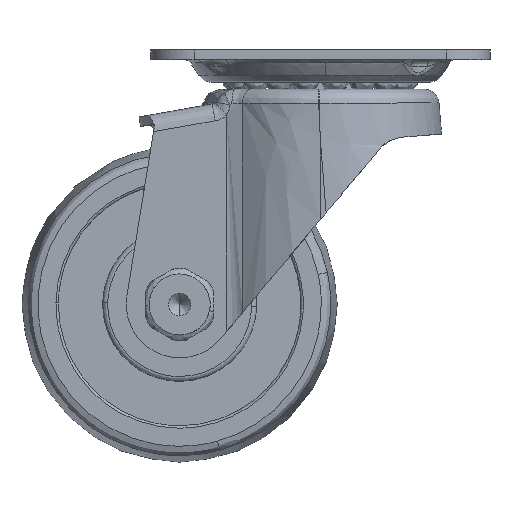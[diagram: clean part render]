
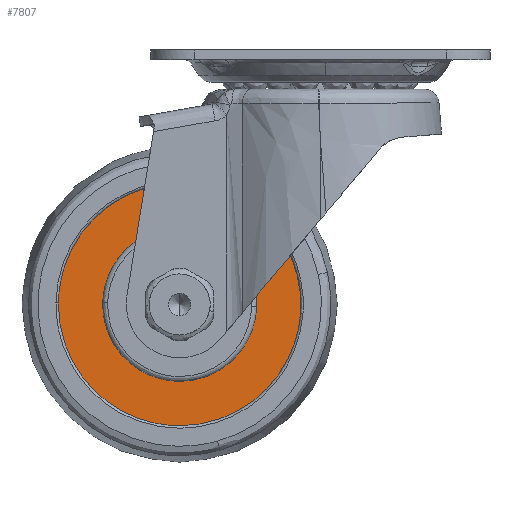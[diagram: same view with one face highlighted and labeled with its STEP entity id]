
A CAD part, front view. The second image highlights one B-rep face of the part: STEP entity #7807.
In plain terms, the highlighted free-form (B-spline) face has degree [1, 1] with [2, 2] control points.
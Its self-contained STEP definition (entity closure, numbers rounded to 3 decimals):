
#5860=CARTESIAN_POINT('',(-39.371,-12.5,-64.486));
#5861=VERTEX_POINT('',#5860);
#5862=CARTESIAN_POINT('',(-29.0,-12.5,-68.35));
#5863=VERTEX_POINT('',#5862);
#5864=CARTESIAN_POINT('',(-39.371,-12.5,-64.486));
#5865=CARTESIAN_POINT('',(-34.906,-12.5,-68.35));
#5866=CARTESIAN_POINT('',(-29.0,-12.5,-68.35));
#5874=(BOUNDED_CURVE()B_SPLINE_CURVE(2,(#5864,#5865,#5866),.UNSPECIFIED.,.F.,.U.)B_SPLINE_CURVE_WITH_KNOTS((3,3),(0.886,1.0),.UNSPECIFIED.)CURVE()GEOMETRIC_REPRESENTATION_ITEM()RATIONAL_B_SPLINE_CURVE((0.855,0.866,1.0))REPRESENTATION_ITEM(''));
#5875=EDGE_CURVE('',#5861,#5863,#5874,.T.);
#5877=CARTESIAN_POINT('',(-29.0,-12.5,-36.65));
#5878=VERTEX_POINT('',#5877);
#5879=CARTESIAN_POINT('',(-29.0,-12.5,-68.35));
#5880=CARTESIAN_POINT('',(-13.15,-12.5,-68.35));
#5881=CARTESIAN_POINT('',(-13.15,-12.5,-52.5));
#5882=CARTESIAN_POINT('',(-13.15,-12.5,-36.65));
#5883=CARTESIAN_POINT('',(-29.0,-12.5,-36.65));
#5891=(BOUNDED_CURVE()B_SPLINE_CURVE(2,(#5879,#5880,#5881,#5882,#5883),.UNSPECIFIED.,.F.,.U.)B_SPLINE_CURVE_WITH_KNOTS((3,2,3),(0.0,0.25,0.5),.UNSPECIFIED.)CURVE()GEOMETRIC_REPRESENTATION_ITEM()RATIONAL_B_SPLINE_CURVE((1.0,0.707,1.0,0.707,1.0))REPRESENTATION_ITEM(''));
#5892=EDGE_CURVE('',#5863,#5878,#5891,.T.);
#5894=CARTESIAN_POINT('',(-39.708,-12.5,-40.814));
#5895=VERTEX_POINT('',#5894);
#5896=CARTESIAN_POINT('',(-29.0,-12.5,-36.65));
#5897=CARTESIAN_POINT('',(-35.164,-12.5,-36.65));
#5898=CARTESIAN_POINT('',(-39.708,-12.5,-40.814));
#5906=(BOUNDED_CURVE()B_SPLINE_CURVE(2,(#5896,#5897,#5898),.UNSPECIFIED.,.F.,.U.)B_SPLINE_CURVE_WITH_KNOTS((3,3),(0.5,0.618),.UNSPECIFIED.)CURVE()GEOMETRIC_REPRESENTATION_ITEM()RATIONAL_B_SPLINE_CURVE((1.0,0.861,0.854))REPRESENTATION_ITEM(''));
#5907=EDGE_CURVE('',#5878,#5895,#5906,.T.);
#6004=CARTESIAN_POINT('',(-39.708,-12.5,-40.814));
#6005=CARTESIAN_POINT('',(-44.85,-12.5,-45.526));
#6006=CARTESIAN_POINT('',(-44.85,-12.5,-52.5));
#6007=CARTESIAN_POINT('',(-44.85,-12.5,-59.745));
#6008=CARTESIAN_POINT('',(-39.371,-12.5,-64.486));
#6016=(BOUNDED_CURVE()B_SPLINE_CURVE(2,(#6004,#6005,#6006,#6007,#6008),.UNSPECIFIED.,.F.,.U.)B_SPLINE_CURVE_WITH_KNOTS((3,2,3),(0.618,0.75,0.886),.UNSPECIFIED.)CURVE()GEOMETRIC_REPRESENTATION_ITEM()RATIONAL_B_SPLINE_CURVE((0.854,0.846,1.0,0.841,0.855))REPRESENTATION_ITEM(''));
#6017=EDGE_CURVE('',#5895,#5861,#6016,.T.);
#6496=CARTESIAN_POINT('',(-4.061,-12.5,-54.243));
#6497=VERTEX_POINT('',#6496);
#6511=CARTESIAN_POINT('',(-29.0,-12.5,-77.5));
#6512=VERTEX_POINT('',#6511);
#6513=CARTESIAN_POINT('',(-29.0,-12.5,-77.5));
#6514=CARTESIAN_POINT('',(-5.687,-12.5,-77.5));
#6515=CARTESIAN_POINT('',(-4.061,-12.5,-54.243));
#6523=(BOUNDED_CURVE()B_SPLINE_CURVE(2,(#6513,#6514,#6515),.UNSPECIFIED.,.F.,.U.)B_SPLINE_CURVE_WITH_KNOTS((3,3),(0.0,0.238),.UNSPECIFIED.)CURVE()GEOMETRIC_REPRESENTATION_ITEM()RATIONAL_B_SPLINE_CURVE((1.0,0.721,0.973))REPRESENTATION_ITEM(''));
#6524=EDGE_CURVE('',#6512,#6497,#6523,.T.);
#6526=CARTESIAN_POINT('',(-53.998,-12.5,-52.186));
#6527=VERTEX_POINT('',#6526);
#6528=CARTESIAN_POINT('',(-53.998,-12.5,-52.186));
#6529=CARTESIAN_POINT('',(-54.,-12.5,-52.343));
#6530=CARTESIAN_POINT('',(-54.,-12.5,-52.5));
#6531=CARTESIAN_POINT('',(-54.,-12.5,-77.5));
#6532=CARTESIAN_POINT('',(-29.0,-12.5,-77.5));
#6540=(BOUNDED_CURVE()B_SPLINE_CURVE(2,(#6528,#6529,#6530,#6531,#6532),.UNSPECIFIED.,.F.,.U.)B_SPLINE_CURVE_WITH_KNOTS((3,2,3),(0.748,0.75,1.0),.UNSPECIFIED.)CURVE()GEOMETRIC_REPRESENTATION_ITEM()RATIONAL_B_SPLINE_CURVE((0.995,0.997,1.0,0.707,1.0))REPRESENTATION_ITEM(''));
#6541=EDGE_CURVE('',#6527,#6512,#6540,.T.);
#6636=CARTESIAN_POINT('',(-29.0,-12.5,-27.5));
#6637=VERTEX_POINT('',#6636);
#6638=CARTESIAN_POINT('',(-29.0,-12.5,-27.5));
#6639=CARTESIAN_POINT('',(-53.688,-12.5,-27.5));
#6640=CARTESIAN_POINT('',(-53.998,-12.5,-52.186));
#6648=(BOUNDED_CURVE()B_SPLINE_CURVE(2,(#6638,#6639,#6640),.UNSPECIFIED.,.F.,.U.)B_SPLINE_CURVE_WITH_KNOTS((3,3),(0.5,0.748),.UNSPECIFIED.)CURVE()GEOMETRIC_REPRESENTATION_ITEM()RATIONAL_B_SPLINE_CURVE((1.0,0.71,0.995))REPRESENTATION_ITEM(''));
#6649=EDGE_CURVE('',#6637,#6527,#6648,.T.);
#6651=CARTESIAN_POINT('',(-4.061,-12.5,-54.243));
#6652=CARTESIAN_POINT('',(-4.0,-12.5,-53.373));
#6653=CARTESIAN_POINT('',(-4.0,-12.5,-52.5));
#6654=CARTESIAN_POINT('',(-4.0,-12.5,-27.5));
#6655=CARTESIAN_POINT('',(-29.0,-12.5,-27.5));
#6663=(BOUNDED_CURVE()B_SPLINE_CURVE(2,(#6651,#6652,#6653,#6654,#6655),.UNSPECIFIED.,.F.,.U.)B_SPLINE_CURVE_WITH_KNOTS((3,2,3),(0.238,0.25,0.5),.UNSPECIFIED.)CURVE()GEOMETRIC_REPRESENTATION_ITEM()RATIONAL_B_SPLINE_CURVE((0.973,0.986,1.0,0.707,1.0))REPRESENTATION_ITEM(''));
#6664=EDGE_CURVE('',#6497,#6637,#6663,.T.);
#7790=CARTESIAN_POINT('',(-56.495,-12.5,-79.997));
#7791=CARTESIAN_POINT('',(-56.495,-12.5,-25.002));
#7792=CARTESIAN_POINT('',(-1.506,-12.5,-79.997));
#7793=CARTESIAN_POINT('',(-1.506,-12.5,-25.002));
#7794=B_SPLINE_SURFACE_WITH_KNOTS('',1,1,((#7790,#7792),(#7791,#7793)),.UNSPECIFIED.,.F.,.F.,.U.,(2,2),(2,2),(0.0,54.995),(0.0,54.99),.UNSPECIFIED.);
#7795=ORIENTED_EDGE('',*,*,#6524,.T.);
#7796=ORIENTED_EDGE('',*,*,#6664,.T.);
#7797=ORIENTED_EDGE('',*,*,#6649,.T.);
#7798=ORIENTED_EDGE('',*,*,#6541,.T.);
#7799=EDGE_LOOP('',(#7795,#7796,#7797,#7798));
#7800=FACE_OUTER_BOUND('',#7799,.T.);
#7801=ORIENTED_EDGE('',*,*,#5892,.F.);
#7802=ORIENTED_EDGE('',*,*,#5875,.F.);
#7803=ORIENTED_EDGE('',*,*,#6017,.F.);
#7804=ORIENTED_EDGE('',*,*,#5907,.F.);
#7805=EDGE_LOOP('',(#7801,#7802,#7803,#7804));
#7806=FACE_BOUND('',#7805,.T.);
#7807=ADVANCED_FACE('',(#7800,#7806),#7794,.F.);
